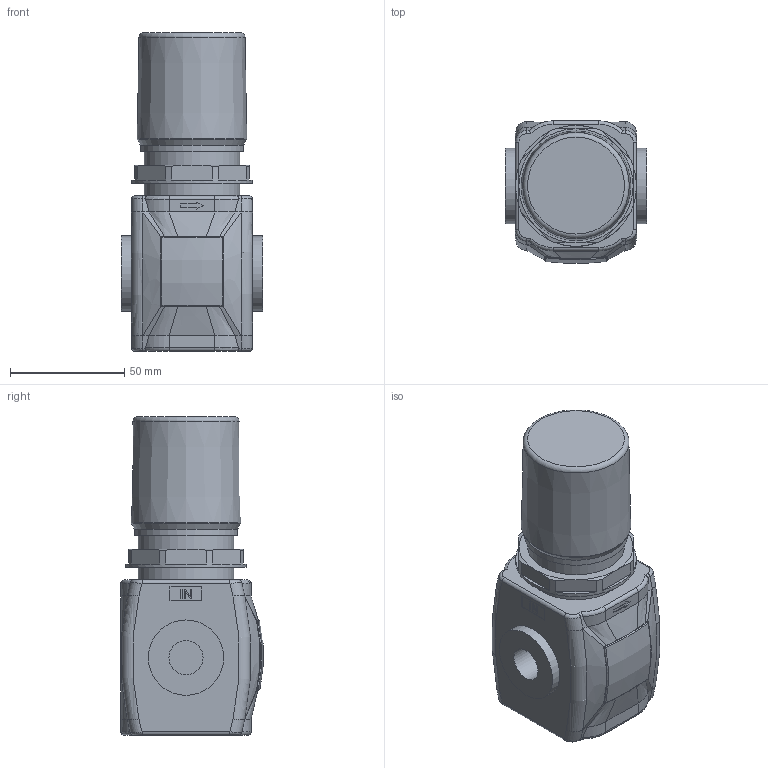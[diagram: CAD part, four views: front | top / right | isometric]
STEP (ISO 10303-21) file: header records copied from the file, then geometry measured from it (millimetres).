
FILE_DESCRIPTION((''),'2;1');
FILE_NAME('#172BRM##.iam.step','2010-08-23T14:12:25',(''),(''),'Autodesk Inventor 2010','Autodesk Inventor 2010','');
FILE_SCHEMA(('AUTOMOTIVE_DESIGN { 1 0 10303 214 1 1 1 1 }'));
Length unit declared in the file: millimetre
Products named in the file (3): #172BRM##; 1702-012G
Assembly tree (2 placements, depth 2):
  #172BRM##
    #172BRM##
    1702-012G
Bounding box: 62 x 62.27 x 139.5 mm (x, y, z)
Volume: 333183.1 mm3; surface area: 39260.4 mm2
Topology: 3 solids, 3 shells, 260 faces, 614 edges, 377 vertices
Faces by surface type: plane 102, bspline 64, cylinder 56, torus 22, cone 12, sphere 4
Full cylindrical faces by diameter (mm): 19 x1, 23 x1, 33 x1, 42 x1, 43 x1, 45 x1, 53 x1
Entity records: 8415 total; most frequent: CARTESIAN_POINT 2701, ORIENTED_EDGE 1182, DIRECTION 1040, EDGE_CURVE 591, VERTEX_POINT 375, AXIS2_PLACEMENT_3D 372, EDGE_LOOP 300, VECTOR 296
